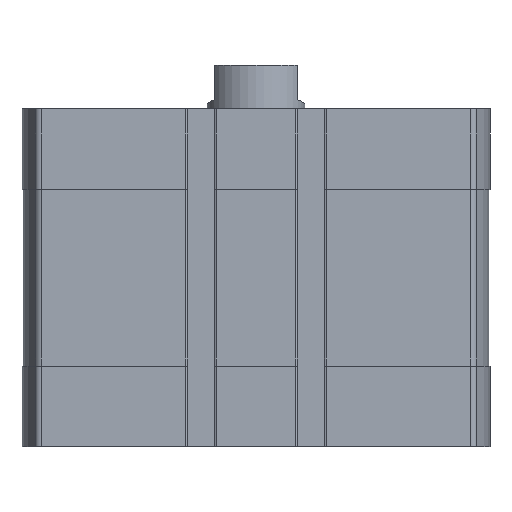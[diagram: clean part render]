
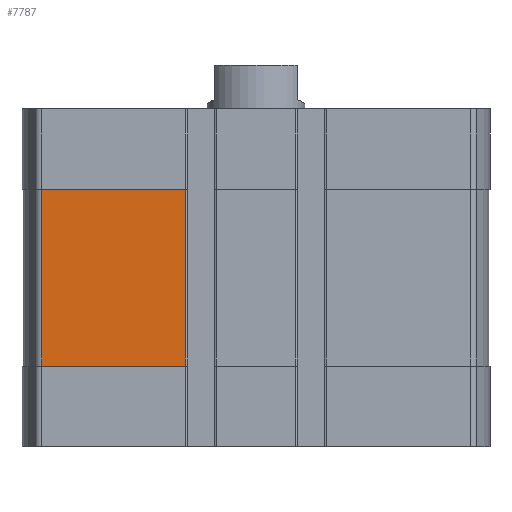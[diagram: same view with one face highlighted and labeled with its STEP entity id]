
A CAD part, left-side view. The second image highlights one B-rep face of the part: STEP entity #7787.
In plain terms, the highlighted planar face has unit normal (-1, 0, 0).
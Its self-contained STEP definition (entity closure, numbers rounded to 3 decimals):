
#513=LINE('',#12882,#1115);
#514=LINE('',#12884,#1116);
#515=LINE('',#12886,#1117);
#516=LINE('',#12888,#1118);
#1115=VECTOR('',#10227,1000.);
#1116=VECTOR('',#10230,1000.);
#1117=VECTOR('',#10231,1000.);
#1118=VECTOR('',#10232,1000.);
#1456=PLANE('',#8544);
#3084=ORIENTED_EDGE('',*,*,#4940,.F.);
#3085=ORIENTED_EDGE('',*,*,#4939,.F.);
#3086=ORIENTED_EDGE('',*,*,#4941,.T.);
#3087=ORIENTED_EDGE('',*,*,#4942,.T.);
#4939=EDGE_CURVE('',#5908,#5907,#513,.T.);
#4940=EDGE_CURVE('',#5907,#5909,#514,.T.);
#4941=EDGE_CURVE('',#5908,#5910,#515,.T.);
#4942=EDGE_CURVE('',#5910,#5909,#516,.T.);
#5907=VERTEX_POINT('',#12879);
#5908=VERTEX_POINT('',#12881);
#5909=VERTEX_POINT('',#12885);
#5910=VERTEX_POINT('',#12887);
#6493=EDGE_LOOP('',(#3084,#3085,#3086,#3087));
#7113=FACE_BOUND('',#6493,.T.);
#7787=ADVANCED_FACE('',(#7113),#1456,.T.);
#8544=AXIS2_PLACEMENT_3D('',#12883,#10228,#10229);
#10227=DIRECTION('',(0.,0.,1.));
#10228=DIRECTION('',(-1.,0.,0.));
#10229=DIRECTION('',(0.,0.,1.));
#10230=DIRECTION('',(0.,-1.,0.));
#10231=DIRECTION('',(0.,-1.,0.));
#10232=DIRECTION('',(0.,0.,1.));
#12879=CARTESIAN_POINT('',(-47.5,43.743,-16.5));
#12881=CARTESIAN_POINT('',(-47.5,43.743,-52.5));
#12882=CARTESIAN_POINT('',(-47.5,43.743,-52.5));
#12883=CARTESIAN_POINT('',(-47.5,43.743,-52.5));
#12884=CARTESIAN_POINT('',(-47.5,43.743,-16.5));
#12885=CARTESIAN_POINT('',(-47.5,14.3,-16.5));
#12886=CARTESIAN_POINT('',(-47.5,43.743,-52.5));
#12887=CARTESIAN_POINT('',(-47.5,14.3,-52.5));
#12888=CARTESIAN_POINT('',(-47.5,14.3,-52.5));
